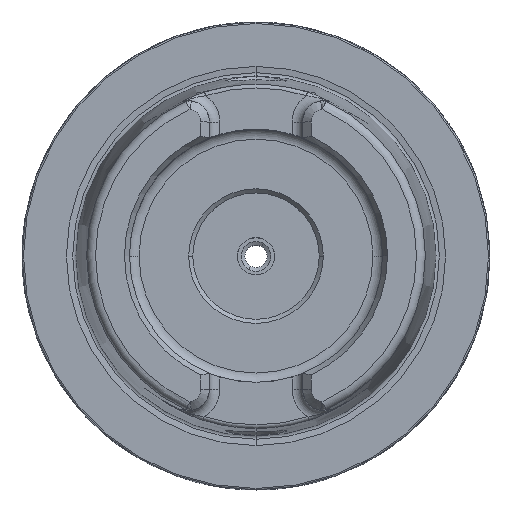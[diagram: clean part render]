
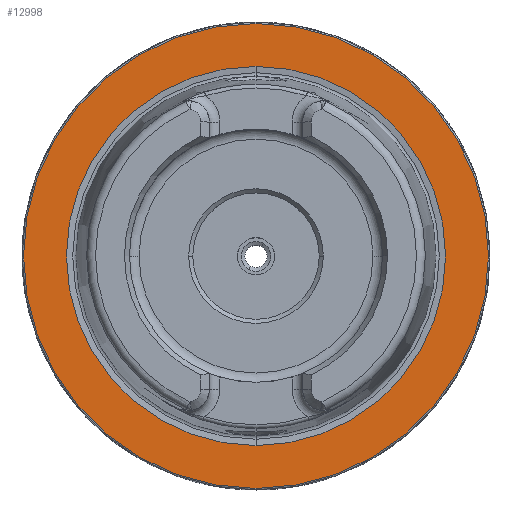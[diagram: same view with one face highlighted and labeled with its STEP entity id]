
A CAD part, top view. The second image highlights one B-rep face of the part: STEP entity #12998.
In plain terms, the highlighted planar face has unit normal (0, 0, 1).
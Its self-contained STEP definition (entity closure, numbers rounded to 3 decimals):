
#15 = EDGE_CURVE ( 'NONE', #6520, #18845, #28206, .T. ) ;
#265 = AXIS2_PLACEMENT_3D ( 'NONE', #22092, #8516, #24397 ) ;
#586 = DIRECTION ( 'NONE',  ( 0., 0., 1. ) ) ;
#1361 = AXIS2_PLACEMENT_3D ( 'NONE', #26530, #12886, #28784 ) ;
#1840 = EDGE_LOOP ( 'NONE', ( #20475, #17324 ) ) ;
#2529 = EDGE_LOOP ( 'NONE', ( #15450, #7944 ) ) ;
#4708 = AXIS2_PLACEMENT_3D ( 'NONE', #13970, #586, #16245 ) ;
#5082 = EDGE_CURVE ( 'NONE', #18845, #6520, #21021, .T. ) ;
#6058 = AXIS2_PLACEMENT_3D ( 'NONE', #8787, #24661, #11048 ) ;
#6299 = CARTESIAN_POINT ( 'NONE',  ( 0., 0., 0. ) ) ;
#6520 = VERTEX_POINT ( 'NONE', #9344 ) ;
#6763 = AXIS2_PLACEMENT_3D ( 'NONE', #6299, #22129, #8546 ) ;
#7944 = ORIENTED_EDGE ( 'NONE', *, *, #21712, .T. ) ;
#8174 = CIRCLE ( 'NONE', #1361, 31.27 ) ;
#8516 = DIRECTION ( 'NONE',  ( 0., 0., -1. ) ) ;
#8546 = DIRECTION ( 'NONE',  ( 0., 1., 0. ) ) ;
#8787 = CARTESIAN_POINT ( 'NONE',  ( 0., 31.47, 0. ) ) ;
#9344 = CARTESIAN_POINT ( 'NONE',  ( 0., -25.5, 0. ) ) ;
#9932 = VERTEX_POINT ( 'NONE', #23634 ) ;
#10954 = PLANE ( 'NONE',  #6058 ) ;
#11048 = DIRECTION ( 'NONE',  ( 0., -1., 0. ) ) ;
#12886 = DIRECTION ( 'NONE',  ( 0., 0., 1. ) ) ;
#12998 = ADVANCED_FACE ( 'NONE', ( #13645, #19645 ), #10954, .T. ) ;
#13645 = FACE_OUTER_BOUND ( 'NONE', #2529, .T. ) ;
#13970 = CARTESIAN_POINT ( 'NONE',  ( 0., 0., 0. ) ) ;
#14212 = CARTESIAN_POINT ( 'NONE',  ( 0., -31.27, 0. ) ) ;
#15438 = CARTESIAN_POINT ( 'NONE',  ( 0., 25.5, 0. ) ) ;
#15450 = ORIENTED_EDGE ( 'NONE', *, *, #21302, .T. ) ;
#15699 = VERTEX_POINT ( 'NONE', #14212 ) ;
#16245 = DIRECTION ( 'NONE',  ( 0., -1., 0. ) ) ;
#17324 = ORIENTED_EDGE ( 'NONE', *, *, #5082, .T. ) ;
#18845 = VERTEX_POINT ( 'NONE', #15438 ) ;
#19645 = FACE_BOUND ( 'NONE', #1840, .T. ) ;
#20475 = ORIENTED_EDGE ( 'NONE', *, *, #15, .T. ) ;
#21021 = CIRCLE ( 'NONE', #265, 25.5 ) ;
#21302 = EDGE_CURVE ( 'NONE', #15699, #9932, #8174, .T. ) ;
#21712 = EDGE_CURVE ( 'NONE', #9932, #15699, #26228, .T. ) ;
#22092 = CARTESIAN_POINT ( 'NONE',  ( 0., 0., 0. ) ) ;
#22129 = DIRECTION ( 'NONE',  ( 0., 0., -1. ) ) ;
#23634 = CARTESIAN_POINT ( 'NONE',  ( 0., 31.27, 0. ) ) ;
#24397 = DIRECTION ( 'NONE',  ( 0., 1., 0. ) ) ;
#24661 = DIRECTION ( 'NONE',  ( 0., 0., 1. ) ) ;
#26228 = CIRCLE ( 'NONE', #4708, 31.27 ) ;
#26530 = CARTESIAN_POINT ( 'NONE',  ( 0., 0., 0. ) ) ;
#28206 = CIRCLE ( 'NONE', #6763, 25.5 ) ;
#28784 = DIRECTION ( 'NONE',  ( 0., -1., 0. ) ) ;
